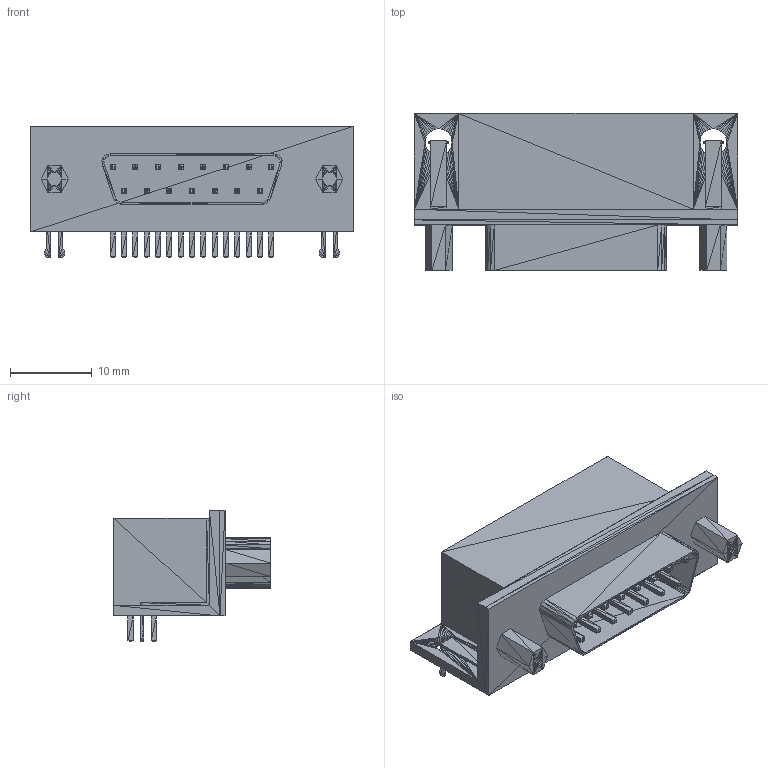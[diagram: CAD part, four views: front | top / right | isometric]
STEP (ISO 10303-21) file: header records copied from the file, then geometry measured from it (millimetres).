
FILE_DESCRIPTION(('STEP AP214'),'1');
FILE_NAME('CONN_5747845-4','2018-02-08T04:16:32',(''),(''),'','','');
FILE_SCHEMA(('AUTOMOTIVE_DESIGN'));
Length unit declared in the file: millimetre
Products named in the file (1): product
Bounding box: 39.52 x 19.18 x 16.1 mm (x, y, z)
Surface area: 4746.5 mm2 (no closed solid volume)
Topology: 0 solids, 1634 shells, 1634 faces, 4902 edges, 4902 vertices
Faces by surface type: plane 1634
Entity records: 53972 total; most frequent: CARTESIAN_POINT 11439, DIRECTION 8172, ORIENTED_EDGE 4902, EDGE_CURVE 4902, VERTEX_POINT 4902, LINE 4902, VECTOR 4902, AXIS2_PLACEMENT_3D 1635
